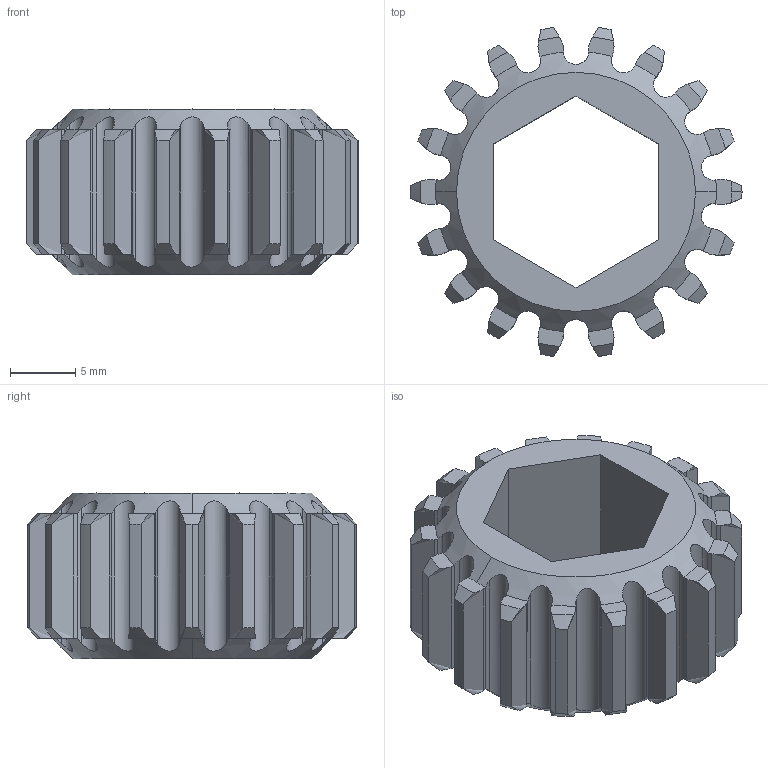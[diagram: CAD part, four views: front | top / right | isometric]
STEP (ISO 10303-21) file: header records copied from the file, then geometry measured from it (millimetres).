
FILE_DESCRIPTION (( 'STEP AP203' ), '1' );
FILE_NAME ('REV-21-1920.STEP', '2022-04-11T16:43:15', ( '' ), ( '' ), 'SwSTEP 2.0', 'SolidWorks 2022', '' );
FILE_SCHEMA (( 'CONFIG_CONTROL_DESIGN' ));
Length unit declared in the file: millimetre
Products named in the file (1): REV-21-1920
Bounding box: 25.4 x 25.16 x 12.7 mm (x, y, z)
Volume: 2924.9 mm3; surface area: 2550.7 mm2
Topology: 1 solids, 1 shells, 241 faces, 720 edges, 480 vertices
Faces by surface type: plane 83, bspline 72, cone 43, cylinder 43
Entity records: 10170 total; most frequent: CARTESIAN_POINT 4365, ORIENTED_EDGE 1440, DIRECTION 847, EDGE_CURVE 720, VERTEX_POINT 480, B_SPLINE_CURVE_WITH_KNOTS 339, AXIS2_PLACEMENT_3D 296, VECTOR 255
